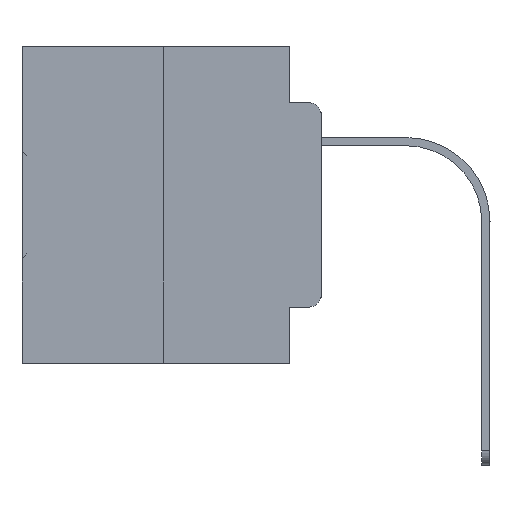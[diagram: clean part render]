
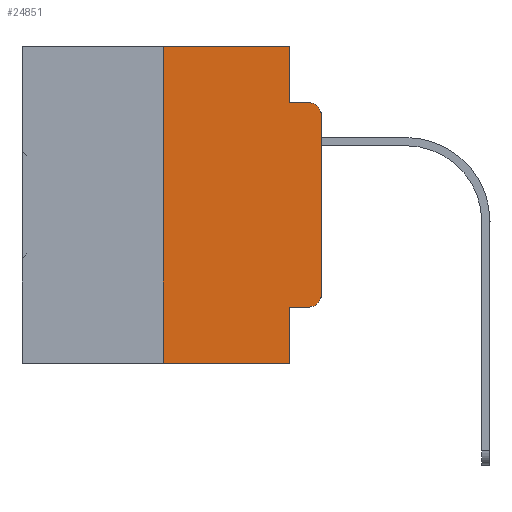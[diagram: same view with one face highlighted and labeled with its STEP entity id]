
A CAD part, left-side view. The second image highlights one B-rep face of the part: STEP entity #24851.
In plain terms, the highlighted planar face has unit normal (-1, 0, 0).
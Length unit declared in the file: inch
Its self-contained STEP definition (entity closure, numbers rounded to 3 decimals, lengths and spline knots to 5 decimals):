
#218 = ORIENTED_EDGE ( 'NONE', *, *, #10162, .T. ) ;
#571 = CARTESIAN_POINT ( 'NONE',  ( 0., 0.473, 0. ) ) ;
#681 = EDGE_CURVE ( 'NONE', #33188, #22365, #29573, .T. ) ;
#2226 = CARTESIAN_POINT ( 'NONE',  ( 0., 0.25, -0.5 ) ) ;
#2455 = CARTESIAN_POINT ( 'NONE',  ( 0., 0.25, 0. ) ) ;
#2582 = DIRECTION ( 'NONE',  ( -1., 0., 0. ) ) ;
#3167 = CARTESIAN_POINT ( 'NONE',  ( 0., 0.051, -0.0885 ) ) ;
#3693 = DIRECTION ( 'NONE',  ( 0., -1., 0. ) ) ;
#4012 = LINE ( 'NONE', #14475, #8022 ) ;
#4222 = ORIENTED_EDGE ( 'NONE', *, *, #681, .T. ) ;
#4734 = VERTEX_POINT ( 'NONE', #6565 ) ;
#5346 = CARTESIAN_POINT ( 'NONE',  ( 0., 0.051, -0.5 ) ) ;
#5874 = ORIENTED_EDGE ( 'NONE', *, *, #31003, .F. ) ;
#6076 = DIRECTION ( 'NONE',  ( 0., -1., 0. ) ) ;
#6094 = CARTESIAN_POINT ( 'NONE',  ( 0., 0.051, -0.4115 ) ) ;
#6565 = CARTESIAN_POINT ( 'NONE',  ( 0., 0.02, -0.0885 ) ) ;
#6582 = DIRECTION ( 'NONE',  ( 0., 0., -1. ) ) ;
#7264 = ORIENTED_EDGE ( 'NONE', *, *, #7520, .F. ) ;
#7329 = CARTESIAN_POINT ( 'NONE',  ( 0., 0.051, -0.0885 ) ) ;
#7520 = EDGE_CURVE ( 'NONE', #21627, #10973, #4012, .T. ) ;
#8022 = VECTOR ( 'NONE', #6582, 39.37008 ) ;
#8075 = VERTEX_POINT ( 'NONE', #22636 ) ;
#8244 = EDGE_CURVE ( 'NONE', #22365, #9377, #32678, .T. ) ;
#8315 = LINE ( 'NONE', #24396, #19800 ) ;
#8405 = VERTEX_POINT ( 'NONE', #21415 ) ;
#9289 = VERTEX_POINT ( 'NONE', #2226 ) ;
#9297 = CARTESIAN_POINT ( 'NONE',  ( 0., 0.02, -0.1085 ) ) ;
#9377 = VERTEX_POINT ( 'NONE', #25179 ) ;
#9989 = DIRECTION ( 'NONE',  ( 0., -1., 0. ) ) ;
#10162 = EDGE_CURVE ( 'NONE', #9289, #25319, #14790, .T. ) ;
#10524 = ORIENTED_EDGE ( 'NONE', *, *, #22563, .T. ) ;
#10973 = VERTEX_POINT ( 'NONE', #7329 ) ;
#11149 = CARTESIAN_POINT ( 'NONE',  ( 0., 0.051, -0.4115 ) ) ;
#11501 = VECTOR ( 'NONE', #9989, 39.37008 ) ;
#11568 = ORIENTED_EDGE ( 'NONE', *, *, #8244, .T. ) ;
#11888 = AXIS2_PLACEMENT_3D ( 'NONE', #23306, #2582, #21076 ) ;
#11980 = CARTESIAN_POINT ( 'NONE',  ( 0., 0.051, 0. ) ) ;
#12590 = LINE ( 'NONE', #2455, #21123 ) ;
#13033 = EDGE_CURVE ( 'NONE', #10973, #4734, #13976, .T. ) ;
#13976 = LINE ( 'NONE', #3167, #16590 ) ;
#14475 = CARTESIAN_POINT ( 'NONE',  ( 0., 0.051, 0. ) ) ;
#14621 = VECTOR ( 'NONE', #30645, 39.37008 ) ;
#14790 = LINE ( 'NONE', #17704, #11501 ) ;
#15753 = DIRECTION ( 'NONE',  ( -1., 0., 0. ) ) ;
#16590 = VECTOR ( 'NONE', #6076, 39.37008 ) ;
#16989 = CIRCLE ( 'NONE', #21365, 0.02 ) ;
#17704 = CARTESIAN_POINT ( 'NONE',  ( 0., 0.473, -0.5 ) ) ;
#18512 = VECTOR ( 'NONE', #3693, 39.37008 ) ;
#18923 = PLANE ( 'NONE',  #19293 ) ;
#19293 = AXIS2_PLACEMENT_3D ( 'NONE', #571, #23722, #21318 ) ;
#19651 = EDGE_CURVE ( 'NONE', #9289, #8405, #12590, .T. ) ;
#19741 = CARTESIAN_POINT ( 'NONE',  ( 0., 0., 0. ) ) ;
#19753 = ORIENTED_EDGE ( 'NONE', *, *, #25790, .F. ) ;
#19800 = VECTOR ( 'NONE', #23896, 39.37008 ) ;
#20202 = CARTESIAN_POINT ( 'NONE',  ( 0., 0.473, 0. ) ) ;
#21076 = DIRECTION ( 'NONE',  ( 0., 0., -1. ) ) ;
#21123 = VECTOR ( 'NONE', #28328, 39.37008 ) ;
#21301 = EDGE_CURVE ( 'NONE', #9377, #8075, #32093, .T. ) ;
#21318 = DIRECTION ( 'NONE',  ( 0., 0., -1. ) ) ;
#21365 = AXIS2_PLACEMENT_3D ( 'NONE', #9297, #15753, #22661 ) ;
#21415 = CARTESIAN_POINT ( 'NONE',  ( 0., 0.25, 0. ) ) ;
#21627 = VERTEX_POINT ( 'NONE', #11980 ) ;
#22365 = VERTEX_POINT ( 'NONE', #25095 ) ;
#22563 = EDGE_CURVE ( 'NONE', #8075, #4734, #16989, .T. ) ;
#22636 = CARTESIAN_POINT ( 'NONE',  ( 0., 0., -0.1085 ) ) ;
#22661 = DIRECTION ( 'NONE',  ( 0., 0., -1. ) ) ;
#23306 = CARTESIAN_POINT ( 'NONE',  ( 0., 0.02, -0.3915 ) ) ;
#23722 = DIRECTION ( 'NONE',  ( 1., 0., 0. ) ) ;
#23896 = DIRECTION ( 'NONE',  ( 0., 0., -1. ) ) ;
#24266 = ORIENTED_EDGE ( 'NONE', *, *, #21301, .T. ) ;
#24396 = CARTESIAN_POINT ( 'NONE',  ( 0., 0.051, 0. ) ) ;
#24559 = VECTOR ( 'NONE', #27258, 39.37008 ) ;
#24851 = ADVANCED_FACE ( 'NONE', ( #26278 ), #18923, .F. ) ;
#25095 = CARTESIAN_POINT ( 'NONE',  ( 0., 0.02, -0.4115 ) ) ;
#25179 = CARTESIAN_POINT ( 'NONE',  ( 0., 0., -0.3915 ) ) ;
#25319 = VERTEX_POINT ( 'NONE', #5346 ) ;
#25499 = ORIENTED_EDGE ( 'NONE', *, *, #19651, .F. ) ;
#25790 = EDGE_CURVE ( 'NONE', #33188, #25319, #8315, .T. ) ;
#26126 = EDGE_LOOP ( 'NONE', ( #24266, #10524, #33868, #7264, #5874, #25499, #218, #19753, #4222, #11568 ) ) ;
#26278 = FACE_OUTER_BOUND ( 'NONE', #26126, .T. ) ;
#27258 = DIRECTION ( 'NONE',  ( 0., 0., 1. ) ) ;
#28328 = DIRECTION ( 'NONE',  ( 0., 0., 1. ) ) ;
#29573 = LINE ( 'NONE', #6094, #18512 ) ;
#30318 = LINE ( 'NONE', #20202, #14621 ) ;
#30645 = DIRECTION ( 'NONE',  ( 0., -1., 0. ) ) ;
#31003 = EDGE_CURVE ( 'NONE', #8405, #21627, #30318, .T. ) ;
#32093 = LINE ( 'NONE', #19741, #24559 ) ;
#32678 = CIRCLE ( 'NONE', #11888, 0.02 ) ;
#33188 = VERTEX_POINT ( 'NONE', #11149 ) ;
#33868 = ORIENTED_EDGE ( 'NONE', *, *, #13033, .F. ) ;
